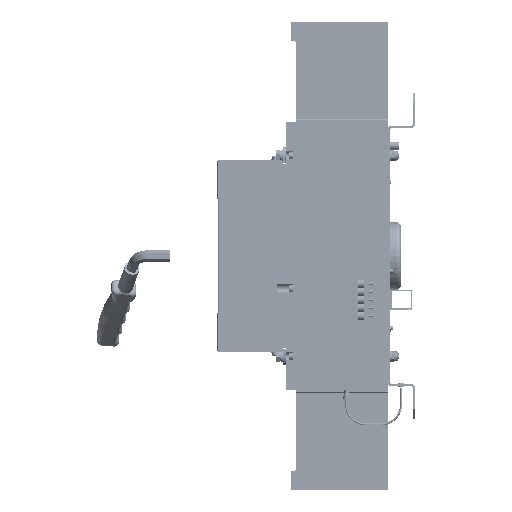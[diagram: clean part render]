
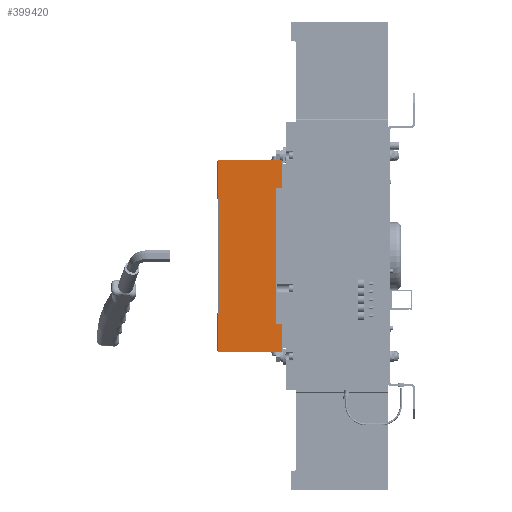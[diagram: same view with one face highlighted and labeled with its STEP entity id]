
A CAD part, left-side view. The second image highlights one B-rep face of the part: STEP entity #399420.
In plain terms, the highlighted planar face has unit normal (-1, 0, 0).
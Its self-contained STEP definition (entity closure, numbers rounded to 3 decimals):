
#4216 = DIRECTION ( 'NONE',  ( 0., 0., -1. ) ) ;
#6752 = VERTEX_POINT ( 'NONE', #95473 ) ;
#7734 = EDGE_CURVE ( 'NONE', #687110, #43308, #159922, .T. ) ;
#17978 = VECTOR ( 'NONE', #347114, 1000. ) ;
#19348 = CARTESIAN_POINT ( 'NONE',  ( -323.8, 170.1, 57.3 ) ) ;
#22330 = CARTESIAN_POINT ( 'NONE',  ( -323.8, 106.9, -67.9 ) ) ;
#43308 = VERTEX_POINT ( 'NONE', #19348 ) ;
#46851 = ORIENTED_EDGE ( 'NONE', *, *, #600526, .T. ) ;
#55520 = VECTOR ( 'NONE', #456821, 1000. ) ;
#62446 = ORIENTED_EDGE ( 'NONE', *, *, #565199, .T. ) ;
#71299 = VERTEX_POINT ( 'NONE', #353855 ) ;
#75872 = LINE ( 'NONE', #22330, #55520 ) ;
#77115 = CARTESIAN_POINT ( 'NONE',  ( -323.8, 112.6, 67.9 ) ) ;
#77574 = EDGE_CURVE ( 'NONE', #128307, #350993, #417950, .T. ) ;
#84132 = DIRECTION ( 'NONE',  ( 0., 0., -1. ) ) ;
#95473 = CARTESIAN_POINT ( 'NONE',  ( -323.8, 106.9, -67.9 ) ) ;
#111045 = CARTESIAN_POINT ( 'NONE',  ( -323.8, 171.3, 57.3 ) ) ;
#122286 = EDGE_CURVE ( 'NONE', #569885, #338523, #561795, .T. ) ;
#124739 = LINE ( 'NONE', #281621, #689535 ) ;
#128307 = VERTEX_POINT ( 'NONE', #596650 ) ;
#135427 = EDGE_CURVE ( 'NONE', #71299, #499855, #562469, .T. ) ;
#146092 = VECTOR ( 'NONE', #402244, 1000. ) ;
#150735 = DIRECTION ( 'NONE',  ( 1., 0., 0. ) ) ;
#153198 = VERTEX_POINT ( 'NONE', #369155 ) ;
#159922 = CIRCLE ( 'NONE', #557978, 1.2 ) ;
#165725 = ORIENTED_EDGE ( 'NONE', *, *, #7734, .T. ) ;
#172808 = EDGE_LOOP ( 'NONE', ( #576712, #46851, #210623, #244947, #486490, #617820, #223290, #444585, #359123, #62446, #165725, #234999 ) ) ;
#174977 = DIRECTION ( 'NONE',  ( 0., 0., -1. ) ) ;
#181996 = CARTESIAN_POINT ( 'NONE',  ( -323.8, 106.9, 0. ) ) ;
#190881 = LINE ( 'NONE', #77115, #676432 ) ;
#191307 = DIRECTION ( 'NONE',  ( 0., 1., 0. ) ) ;
#196638 = CARTESIAN_POINT ( 'NONE',  ( -323.8, 170.5, 0. ) ) ;
#197778 = CARTESIAN_POINT ( 'NONE',  ( -323.8, 170.5, -58.194 ) ) ;
#209454 = EDGE_CURVE ( 'NONE', #6752, #153198, #124739, .T. ) ;
#210623 = ORIENTED_EDGE ( 'NONE', *, *, #398856, .F. ) ;
#213050 = AXIS2_PLACEMENT_3D ( 'NONE', #181996, #395768, #174977 ) ;
#217483 = CARTESIAN_POINT ( 'NONE',  ( -323.8, 112.6, 67.9 ) ) ;
#218466 = CARTESIAN_POINT ( 'NONE',  ( -323.8, 170.1, 0. ) ) ;
#223290 = ORIENTED_EDGE ( 'NONE', *, *, #122286, .F. ) ;
#223353 = LINE ( 'NONE', #326797, #380711 ) ;
#234999 = ORIENTED_EDGE ( 'NONE', *, *, #403129, .T. ) ;
#240027 = VECTOR ( 'NONE', #460322, 1000. ) ;
#244947 = ORIENTED_EDGE ( 'NONE', *, *, #209454, .F. ) ;
#258574 = CARTESIAN_POINT ( 'NONE',  ( -323.8, 171.5, 96.5 ) ) ;
#275392 = LINE ( 'NONE', #218466, #490451 ) ;
#281621 = CARTESIAN_POINT ( 'NONE',  ( -323.8, 106.9, -67.9 ) ) ;
#293596 = CARTESIAN_POINT ( 'NONE',  ( -323.8, 106.9, 67.9 ) ) ;
#298358 = VECTOR ( 'NONE', #191307, 1000. ) ;
#324914 = VECTOR ( 'NONE', #509475, 1000. ) ;
#326797 = CARTESIAN_POINT ( 'NONE',  ( -323.8, 170.5, 0. ) ) ;
#338523 = VERTEX_POINT ( 'NONE', #217483 ) ;
#347114 = DIRECTION ( 'NONE',  ( 0., 0., -1. ) ) ;
#350993 = VERTEX_POINT ( 'NONE', #197778 ) ;
#353855 = CARTESIAN_POINT ( 'NONE',  ( -323.8, 170.5, 96.5 ) ) ;
#356301 = LINE ( 'NONE', #676518, #324914 ) ;
#359123 = ORIENTED_EDGE ( 'NONE', *, *, #135427, .F. ) ;
#363687 = EDGE_CURVE ( 'NONE', #338523, #667806, #190881, .T. ) ;
#369155 = CARTESIAN_POINT ( 'NONE',  ( -323.8, 106.9, -96.5 ) ) ;
#377390 = CARTESIAN_POINT ( 'NONE',  ( -323.8, 170.5, 58.194 ) ) ;
#380711 = VECTOR ( 'NONE', #444091, 1000. ) ;
#395768 = DIRECTION ( 'NONE',  ( 1., 0., 0. ) ) ;
#398856 = EDGE_CURVE ( 'NONE', #153198, #646628, #356301, .T. ) ;
#399420 = ADVANCED_FACE ( 'NONE', ( #559503 ), #669588, .F. ) ;
#402244 = DIRECTION ( 'NONE',  ( 0., -1., 0. ) ) ;
#403129 = EDGE_CURVE ( 'NONE', #43308, #128307, #275392, .T. ) ;
#408560 = CARTESIAN_POINT ( 'NONE',  ( -323.8, 170.5, -96.5 ) ) ;
#412080 = CARTESIAN_POINT ( 'NONE',  ( -323.8, 106.9, 67.9 ) ) ;
#417950 = CIRCLE ( 'NONE', #463170, 1.2 ) ;
#424613 = DIRECTION ( 'NONE',  ( 1., 0., 0. ) ) ;
#431873 = CARTESIAN_POINT ( 'NONE',  ( -323.8, 171.3, -57.3 ) ) ;
#435632 = DIRECTION ( 'NONE',  ( 0., 0., -1. ) ) ;
#444091 = DIRECTION ( 'NONE',  ( 0., 0., -1. ) ) ;
#444305 = CARTESIAN_POINT ( 'NONE',  ( -323.8, 106.9, 96.5 ) ) ;
#444585 = ORIENTED_EDGE ( 'NONE', *, *, #601874, .F. ) ;
#456821 = DIRECTION ( 'NONE',  ( 0., -1., 0. ) ) ;
#460322 = DIRECTION ( 'NONE',  ( 0., 0., -1. ) ) ;
#463170 = AXIS2_PLACEMENT_3D ( 'NONE', #431873, #150735, #698727 ) ;
#467314 = LINE ( 'NONE', #196638, #240027 ) ;
#486490 = ORIENTED_EDGE ( 'NONE', *, *, #692192, .F. ) ;
#490451 = VECTOR ( 'NONE', #435632, 1000. ) ;
#492009 = CARTESIAN_POINT ( 'NONE',  ( -323.8, 112.6, -67.9 ) ) ;
#499855 = VERTEX_POINT ( 'NONE', #444305 ) ;
#509475 = DIRECTION ( 'NONE',  ( 0., 1., 0. ) ) ;
#517837 = LINE ( 'NONE', #293596, #17978 ) ;
#557978 = AXIS2_PLACEMENT_3D ( 'NONE', #111045, #424613, #4216 ) ;
#559503 = FACE_OUTER_BOUND ( 'NONE', #172808, .T. ) ;
#561795 = LINE ( 'NONE', #412080, #298358 ) ;
#562469 = LINE ( 'NONE', #258574, #146092 ) ;
#565199 = EDGE_CURVE ( 'NONE', #71299, #687110, #467314, .T. ) ;
#569885 = VERTEX_POINT ( 'NONE', #648273 ) ;
#576712 = ORIENTED_EDGE ( 'NONE', *, *, #77574, .T. ) ;
#596650 = CARTESIAN_POINT ( 'NONE',  ( -323.8, 170.1, -57.3 ) ) ;
#600526 = EDGE_CURVE ( 'NONE', #350993, #646628, #223353, .T. ) ;
#601874 = EDGE_CURVE ( 'NONE', #499855, #569885, #517837, .T. ) ;
#605718 = DIRECTION ( 'NONE',  ( 0., 0., -1. ) ) ;
#617820 = ORIENTED_EDGE ( 'NONE', *, *, #363687, .F. ) ;
#646628 = VERTEX_POINT ( 'NONE', #408560 ) ;
#648273 = CARTESIAN_POINT ( 'NONE',  ( -323.8, 106.9, 67.9 ) ) ;
#667806 = VERTEX_POINT ( 'NONE', #492009 ) ;
#669588 = PLANE ( 'NONE',  #213050 ) ;
#676432 = VECTOR ( 'NONE', #84132, 1000. ) ;
#676518 = CARTESIAN_POINT ( 'NONE',  ( -323.8, 171.5, -96.5 ) ) ;
#687110 = VERTEX_POINT ( 'NONE', #377390 ) ;
#689535 = VECTOR ( 'NONE', #605718, 1000. ) ;
#692192 = EDGE_CURVE ( 'NONE', #667806, #6752, #75872, .T. ) ;
#698727 = DIRECTION ( 'NONE',  ( 0., 0., -1. ) ) ;
